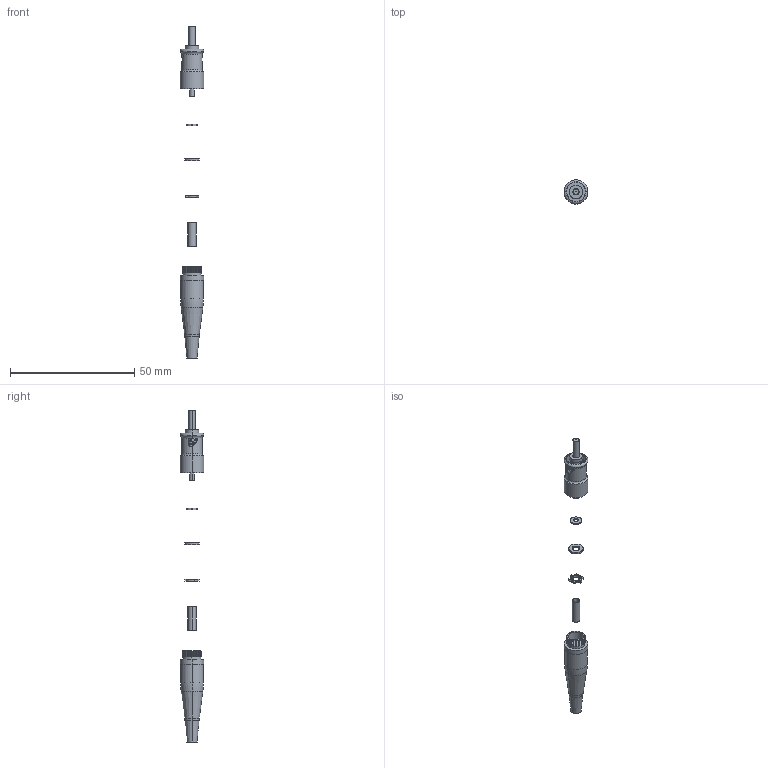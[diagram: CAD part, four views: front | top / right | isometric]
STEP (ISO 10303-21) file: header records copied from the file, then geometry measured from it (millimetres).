
FILE_DESCRIPTION (( 'STEP AP214' ), '1' );
FILE_NAME ('FOC-M83522-ANYB.STEP', '2012-11-07T16:49:16', ( 'x' ), ( '' ), 'SwSTEP 2.0', 'SolidWorks 2012', '' );
FILE_SCHEMA (( 'AUTOMOTIVE_DESIGN' ));
Length unit declared in the file: inch
Products named in the file (8): FOC-M83522-ANYB; FOC-M83522-MA7; FOC-M83522-MA8; FOC-M83522-MA1; FOC-M83522-MA5; FOC-M83522-MA3; FOC-M83522-MA2; FOC-M83522-MA4
Assembly tree (7 placements, depth 2):
  FOC-M83522-ANYB
    FOC-M83522-MA7
    FOC-M83522-MA8
    FOC-M83522-MA1
    FOC-M83522-MA5
    FOC-M83522-MA3
    FOC-M83522-MA2
    FOC-M83522-MA4
Bounding box: 9.6 x 9.6 x 133.47 mm (x, y, z)
Volume: 1818.6 mm3; surface area: 3053.1 mm2
Topology: 7 solids, 7 shells, 182 faces, 431 edges, 272 vertices
Faces by surface type: cylinder 79, plane 57, cone 30, torus 14, bspline 2
Entity records: 7856 total; most frequent: CARTESIAN_POINT 2431, DIRECTION 963, ORIENTED_EDGE 862, EDGE_CURVE 431, AXIS2_PLACEMENT_3D 392, VERTEX_POINT 272, EDGE_LOOP 205, CIRCLE 202
